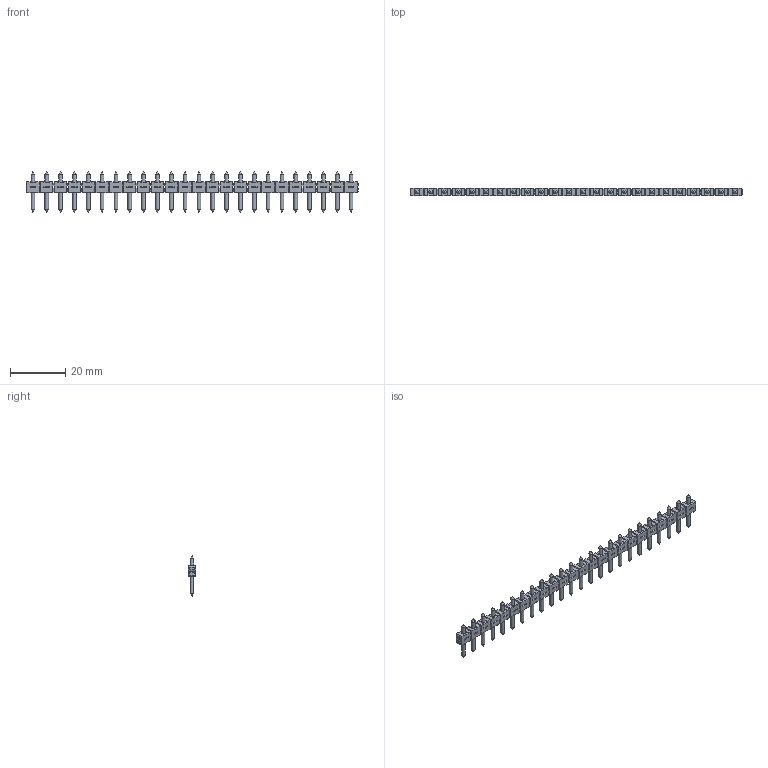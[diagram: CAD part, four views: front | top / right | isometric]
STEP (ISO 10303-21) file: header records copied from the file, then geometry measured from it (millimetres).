
FILE_DESCRIPTION( ( 'STEP AP203' ), '1' );
FILE_NAME( 'assieme PVSD24-5.stp', ' ', ( ' ' ), ( ' ' ), 'PSStep 15.0.49', 'VISI 20.0', ' ' );
FILE_SCHEMA( ( 'AUTOMOTIVE_DESIGN { 1 0 10303 214 1 1 1 1 }' ) );
Length unit declared in the file: millimetre
Products named in the file (1): 1
Bounding box: 120 x 2.8 x 14.5 mm (x, y, z)
Volume: 1504.4 mm3; surface area: 3084.4 mm2
Topology: 1 solids, 1 shells, 892 faces, 2288 edges, 1352 vertices
Faces by surface type: plane 772, cylinder 72, cone 48
Full cylindrical faces by diameter (mm): 1.3 x72
Entity records: 31649 total; most frequent: CARTESIAN_POINT 4173, ORIENTED_EDGE 4048, DIRECTION 3954, EDGE_CURVE 2024, LINE 1880, VECTOR 1880, VERTEX_POINT 1256, EDGE_LOOP 1108
